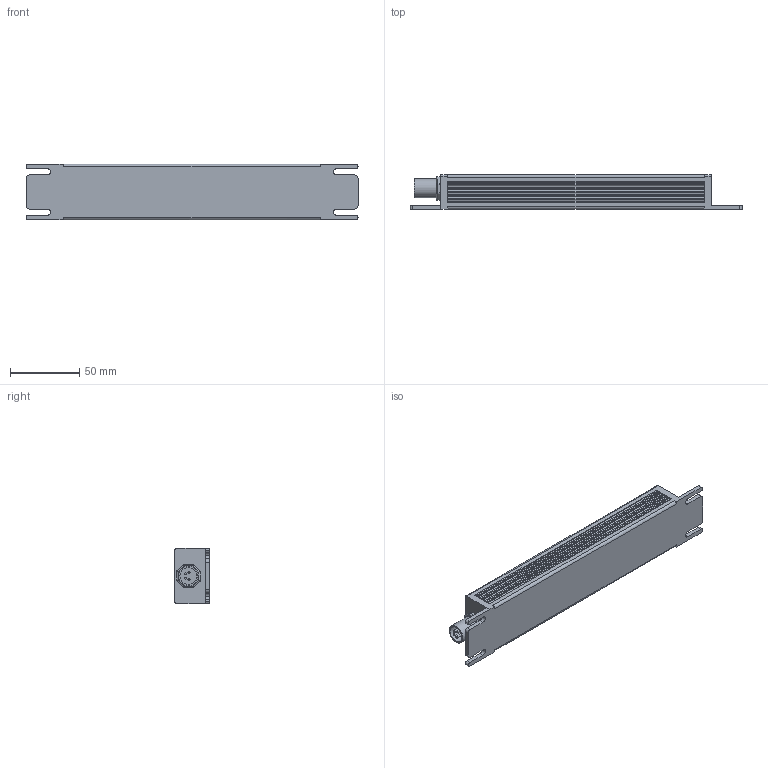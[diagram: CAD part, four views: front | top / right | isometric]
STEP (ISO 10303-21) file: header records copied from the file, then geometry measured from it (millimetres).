
FILE_DESCRIPTION(/* description */ ('Alibre Inc.'),/* implementation_level */ '2;1');
FILE_NAME(/* name */ 'export0',/* time_stamp */ '2016-03-24T16:41:04+01:00',/* author */ (''),/* organization */ (''),/* preprocessor_version */ 'ST-DEVELOPER v14',/* originating_system */ 'Alibre',/* authorisation */ '');
FILE_SCHEMA (('AUTOMOTIVE_DESIGN'));
Length unit declared in the file: centimetre
Bounding box: 239 x 25 x 40.01 mm (x, y, z)
Volume: 163318.6 mm3; surface area: 44904.5 mm2
Topology: 1 solids, 2 shells, 196 faces, 498 edges, 317 vertices
Faces by surface type: plane 98, cylinder 90, sphere 8
Full cylindrical faces by diameter (mm): 1.5 x4, 12 x1, 14 x1
Entity records: 5319 total; most frequent: ORIENTED_EDGE 976, CARTESIAN_POINT 887, DIRECTION 850, EDGE_CURVE 488, AXIS2_PLACEMENT_3D 331, VERTEX_POINT 315, VECTOR 241, LINE 241
